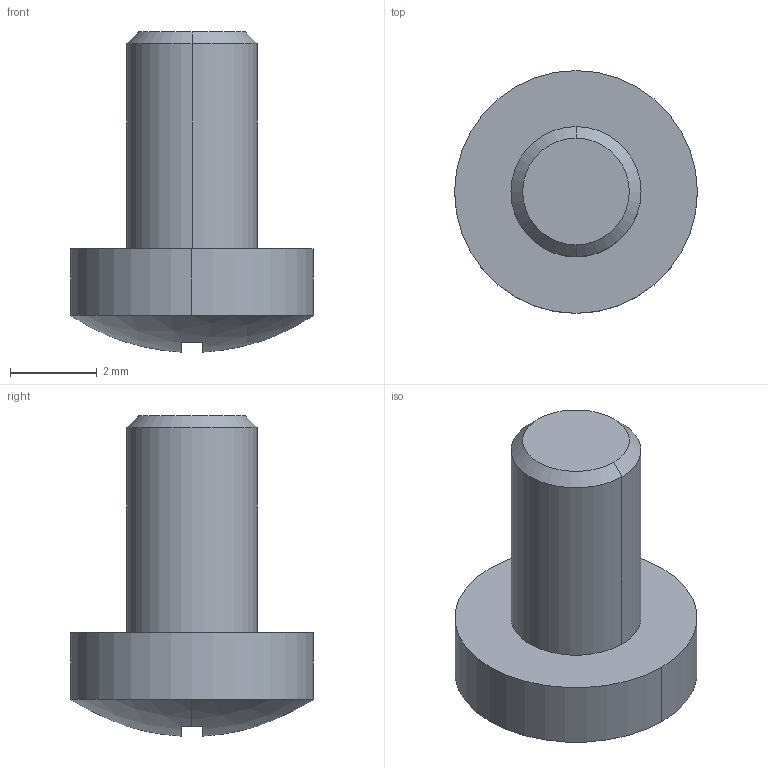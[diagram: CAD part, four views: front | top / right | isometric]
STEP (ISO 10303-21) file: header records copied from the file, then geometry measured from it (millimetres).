
FILE_DESCRIPTION(('FreeCAD Model'),'2;1');
FILE_NAME('screw_bottom.stp', '2013-06-03T23:39:42',('FreeCAD'),('FreeCAD'), 'Open CASCADE STEP processor 6.5','FreeCAD','Unknown');
FILE_SCHEMA(('AUTOMOTIVE_DESIGN_CC2 { 1 2 10303 214 -1 1 5 4 }'));
Length unit declared in the file: millimetre
Products named in the file (1): 1
Bounding box: 5.6 x 5.6 x 7.39 mm (x, y, z)
Volume: 79.3 mm3; surface area: 143.8 mm2
Topology: 1 solids, 1 shells, 23 faces, 58 edges, 38 vertices
Faces by surface type: plane 15, cylinder 4, sphere 2, cone 2
Entity records: 2203 total; most frequent: CARTESIAN_POINT 1092, DIRECTION 190, ORIENTED_EDGE 116, PCURVE 116, DEFINITIONAL_REPRESENTATION 116, LINE 78, VECTOR 78, EDGE_CURVE 58
